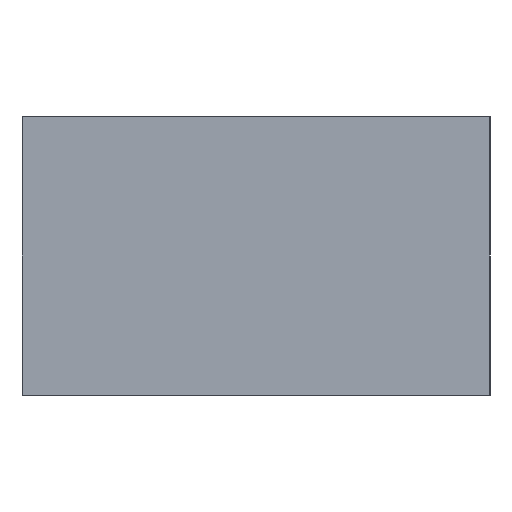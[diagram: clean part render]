
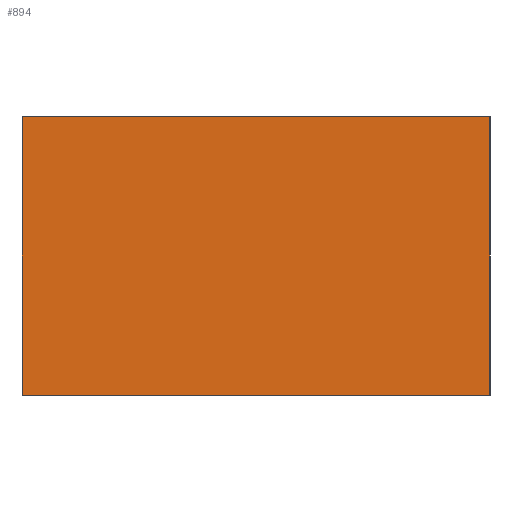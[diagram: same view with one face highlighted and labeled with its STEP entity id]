
A CAD part, left-side view. The second image highlights one B-rep face of the part: STEP entity #894.
In plain terms, the highlighted planar face has unit normal (-1, 0, 0).
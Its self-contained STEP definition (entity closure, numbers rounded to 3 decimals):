
#545 = VERTEX_POINT('',#546);
#546 = CARTESIAN_POINT('',(-2.,21.5,12.));
#554 = EDGE_CURVE('',#555,#545,#557,.T.);
#555 = VERTEX_POINT('',#556);
#556 = CARTESIAN_POINT('',(-2.,-2.,12.));
#557 = LINE('',#558,#559);
#558 = CARTESIAN_POINT('',(-2.,14.625,12.));
#559 = VECTOR('',#560,1.);
#560 = DIRECTION('',(0.,1.,0.));
#867 = EDGE_CURVE('',#868,#545,#870,.T.);
#868 = VERTEX_POINT('',#869);
#869 = CARTESIAN_POINT('',(-2.,21.5,-2.));
#870 = LINE('',#871,#872);
#871 = CARTESIAN_POINT('',(-2.,21.5,0.));
#872 = VECTOR('',#873,1.);
#873 = DIRECTION('',(0.,0.,1.));
#894 = ADVANCED_FACE('',(#895),#913,.F.);
#895 = FACE_BOUND('',#896,.F.);
#896 = EDGE_LOOP('',(#897,#905,#906,#907));
#897 = ORIENTED_EDGE('',*,*,#898,.F.);
#898 = EDGE_CURVE('',#868,#899,#901,.T.);
#899 = VERTEX_POINT('',#900);
#900 = CARTESIAN_POINT('',(-2.,-2.,-2.));
#901 = LINE('',#902,#903);
#902 = CARTESIAN_POINT('',(-2.,14.625,-2.));
#903 = VECTOR('',#904,1.);
#904 = DIRECTION('',(0.,-1.,0.));
#905 = ORIENTED_EDGE('',*,*,#867,.T.);
#906 = ORIENTED_EDGE('',*,*,#554,.F.);
#907 = ORIENTED_EDGE('',*,*,#908,.T.);
#908 = EDGE_CURVE('',#555,#899,#909,.T.);
#909 = LINE('',#910,#911);
#910 = CARTESIAN_POINT('',(-2.,-2.,0.));
#911 = VECTOR('',#912,1.);
#912 = DIRECTION('',(0.,0.,-1.));
#913 = PLANE('',#914);
#914 = AXIS2_PLACEMENT_3D('',#915,#916,#917);
#915 = CARTESIAN_POINT('',(-2.,19.5,0.));
#916 = DIRECTION('',(1.,0.,0.));
#917 = DIRECTION('',(0.,-1.,0.));
